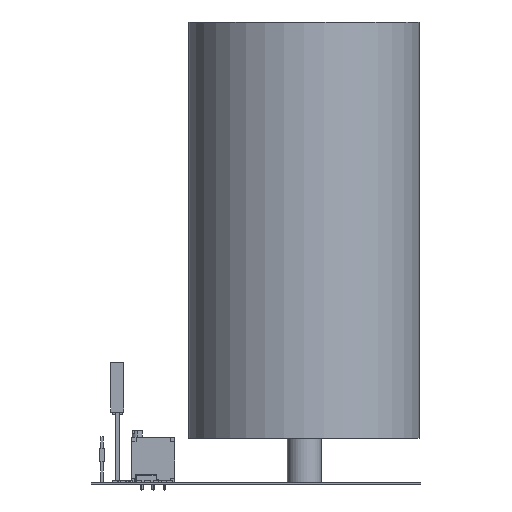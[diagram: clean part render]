
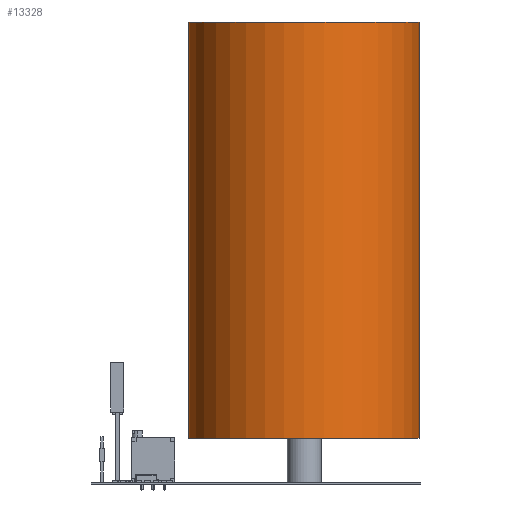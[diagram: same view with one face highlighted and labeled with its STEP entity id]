
A CAD part, left-side view. The second image highlights one B-rep face of the part: STEP entity #13328.
In plain terms, the highlighted cylindrical face has radius 25.5 mm (diameter 51 mm), a full revolution.
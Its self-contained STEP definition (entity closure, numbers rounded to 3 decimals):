
#13245 = EDGE_CURVE('',#13246,#13246,#13248,.T.);
#13246 = VERTEX_POINT('',#13247);
#13247 = CARTESIAN_POINT('',(-25.5,92.,0.));
#13248 = CIRCLE('',#13249,25.5);
#13249 = AXIS2_PLACEMENT_3D('',#13250,#13251,#13252);
#13250 = CARTESIAN_POINT('',(0.,92.,0.));
#13251 = DIRECTION('',(0.,1.,0.));
#13252 = DIRECTION('',(-1.,0.,0.));
#13328 = ADVANCED_FACE('',(#13329),#13347,.T.);
#13329 = FACE_BOUND('',#13330,.T.);
#13330 = EDGE_LOOP('',(#13331,#13332,#13339,#13346));
#13331 = ORIENTED_EDGE('',*,*,#13245,.F.);
#13332 = ORIENTED_EDGE('',*,*,#13333,.F.);
#13333 = EDGE_CURVE('',#13334,#13246,#13336,.T.);
#13334 = VERTEX_POINT('',#13335);
#13335 = CARTESIAN_POINT('',(-25.5,0.,
    0.));
#13336 = B_SPLINE_CURVE_WITH_KNOTS('',1,(#13337,#13338),.UNSPECIFIED.,
  .F.,.F.,(2,2),(0.,92.),.PIECEWISE_BEZIER_KNOTS.);
#13337 = CARTESIAN_POINT('',(-25.5,0.,0.));
#13338 = CARTESIAN_POINT('',(-25.5,92.,0.));
#13339 = ORIENTED_EDGE('',*,*,#13340,.T.);
#13340 = EDGE_CURVE('',#13334,#13334,#13341,.T.);
#13341 = CIRCLE('',#13342,25.5);
#13342 = AXIS2_PLACEMENT_3D('',#13343,#13344,#13345);
#13343 = CARTESIAN_POINT('',(0.,0.,0.));
#13344 = DIRECTION('',(0.,1.,0.));
#13345 = DIRECTION('',(-1.,0.,0.));
#13346 = ORIENTED_EDGE('',*,*,#13333,.T.);
#13347 = CYLINDRICAL_SURFACE('',#13348,25.5);
#13348 = AXIS2_PLACEMENT_3D('',#13349,#13350,#13351);
#13349 = CARTESIAN_POINT('',(0.,0.,0.));
#13350 = DIRECTION('',(0.,1.,0.));
#13351 = DIRECTION('',(-1.,0.,0.));
